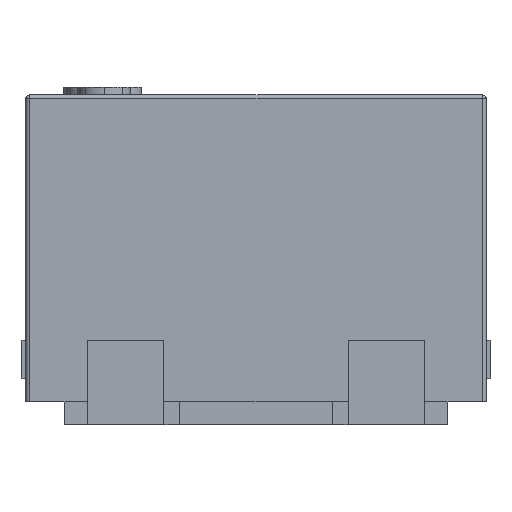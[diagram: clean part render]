
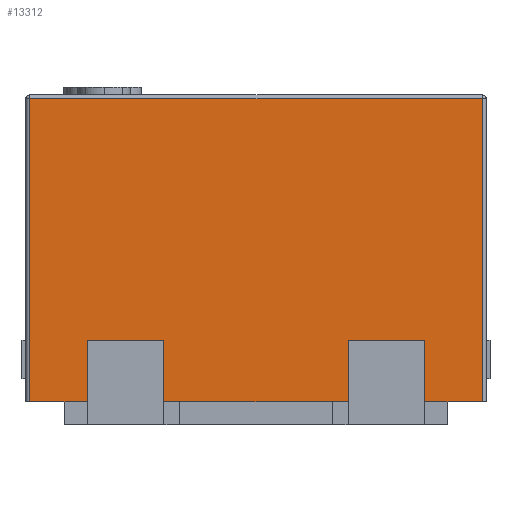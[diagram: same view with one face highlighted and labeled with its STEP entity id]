
A CAD part, left-side view. The second image highlights one B-rep face of the part: STEP entity #13312.
In plain terms, the highlighted planar face has unit normal (-1, 0, 0).
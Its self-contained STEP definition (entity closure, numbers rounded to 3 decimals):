
#75 = DIRECTION ( 'NONE',  ( 0., 1., 0. ) ) ;
#220 = ORIENTED_EDGE ( 'NONE', *, *, #14143, .T. ) ;
#416 = EDGE_CURVE ( 'NONE', #5364, #15918, #10448, .T. ) ;
#665 = DIRECTION ( 'NONE',  ( -1., 0., 0. ) ) ;
#863 = CARTESIAN_POINT ( 'NONE',  ( -0.5, 0.12, -0.32 ) ) ;
#919 = DIRECTION ( 'NONE',  ( 0., -1., 0. ) ) ;
#1063 = LINE ( 'NONE', #4611, #3539 ) ;
#1442 = CARTESIAN_POINT ( 'NONE',  ( -0.5, -0.295, -0.4 ) ) ;
#1733 = DIRECTION ( 'NONE',  ( 0., 0., 1. ) ) ;
#2025 = VECTOR ( 'NONE', #11951, 1000. ) ;
#2203 = FACE_OUTER_BOUND ( 'NONE', #14977, .T. ) ;
#2482 = AXIS2_PLACEMENT_3D ( 'NONE', #16336, #665, #919 ) ;
#2859 = CARTESIAN_POINT ( 'NONE',  ( -0.5, -0.22, -0.32 ) ) ;
#3029 = ORIENTED_EDGE ( 'NONE', *, *, #4351, .F. ) ;
#3379 = CARTESIAN_POINT ( 'NONE',  ( -0.5, 0.22, -0.4 ) ) ;
#3409 = LINE ( 'NONE', #9787, #10823 ) ;
#3480 = ORIENTED_EDGE ( 'NONE', *, *, #8568, .T. ) ;
#3539 = VECTOR ( 'NONE', #12489, 1000. ) ;
#3851 = ORIENTED_EDGE ( 'NONE', *, *, #8188, .F. ) ;
#3879 = CARTESIAN_POINT ( 'NONE',  ( -0.5, -0.22, -0.32 ) ) ;
#3912 = EDGE_CURVE ( 'NONE', #15983, #10670, #5230, .T. ) ;
#3997 = ORIENTED_EDGE ( 'NONE', *, *, #3912, .T. ) ;
#4010 = ORIENTED_EDGE ( 'NONE', *, *, #7716, .T. ) ;
#4243 = CARTESIAN_POINT ( 'NONE',  ( -0.5, -0.12, -0.4 ) ) ;
#4351 = EDGE_CURVE ( 'NONE', #14929, #5898, #6821, .T. ) ;
#4493 = VECTOR ( 'NONE', #14847, 1000. ) ;
#4611 = CARTESIAN_POINT ( 'NONE',  ( -0.5, 0.22, -0.32 ) ) ;
#4810 = LINE ( 'NONE', #16667, #14766 ) ;
#5230 = LINE ( 'NONE', #1442, #11571 ) ;
#5323 = CARTESIAN_POINT ( 'NONE',  ( -0.5, -0.12, -0.32 ) ) ;
#5364 = VERTEX_POINT ( 'NONE', #2859 ) ;
#5455 = EDGE_CURVE ( 'NONE', #9494, #15983, #6930, .T. ) ;
#5638 = DIRECTION ( 'NONE',  ( 0., -1., 0. ) ) ;
#5815 = VECTOR ( 'NONE', #7894, 1000. ) ;
#5898 = VERTEX_POINT ( 'NONE', #863 ) ;
#6586 = LINE ( 'NONE', #11737, #5815 ) ;
#6627 = ORIENTED_EDGE ( 'NONE', *, *, #16697, .F. ) ;
#6804 = CARTESIAN_POINT ( 'NONE',  ( -0.5, 0.3, -0.4 ) ) ;
#6821 = LINE ( 'NONE', #11791, #7539 ) ;
#6930 = LINE ( 'NONE', #12159, #16236 ) ;
#7309 = VERTEX_POINT ( 'NONE', #4243 ) ;
#7539 = VECTOR ( 'NONE', #1733, 1000. ) ;
#7716 = EDGE_CURVE ( 'NONE', #14929, #7309, #14739, .T. ) ;
#7894 = DIRECTION ( 'NONE',  ( 0., 0., -1. ) ) ;
#7988 = DIRECTION ( 'NONE',  ( 0., 1., 0. ) ) ;
#8188 = EDGE_CURVE ( 'NONE', #15693, #14142, #6586, .T. ) ;
#8245 = LINE ( 'NONE', #5323, #12942 ) ;
#8430 = PLANE ( 'NONE',  #2482 ) ;
#8568 = EDGE_CURVE ( 'NONE', #10670, #16758, #14310, .T. ) ;
#8680 = DIRECTION ( 'NONE',  ( 0., 0., -1. ) ) ;
#8944 = ORIENTED_EDGE ( 'NONE', *, *, #5455, .T. ) ;
#9415 = EDGE_CURVE ( 'NONE', #15918, #7309, #8245, .T. ) ;
#9494 = VERTEX_POINT ( 'NONE', #14094 ) ;
#9618 = EDGE_CURVE ( 'NONE', #9494, #5364, #16210, .T. ) ;
#9787 = CARTESIAN_POINT ( 'NONE',  ( -0.5, 0.295, -0.4 ) ) ;
#9864 = CARTESIAN_POINT ( 'NONE',  ( -0.5, 0.295, -0.4 ) ) ;
#9883 = ORIENTED_EDGE ( 'NONE', *, *, #9415, .F. ) ;
#9944 = CARTESIAN_POINT ( 'NONE',  ( -0.5, 0.22, -0.32 ) ) ;
#10274 = CARTESIAN_POINT ( 'NONE',  ( -0.5, -0.295, -0.4 ) ) ;
#10448 = LINE ( 'NONE', #3879, #14323 ) ;
#10537 = DIRECTION ( 'NONE',  ( 0., 0., -1. ) ) ;
#10670 = VERTEX_POINT ( 'NONE', #13084 ) ;
#10823 = VECTOR ( 'NONE', #8680, 1000. ) ;
#10948 = CARTESIAN_POINT ( 'NONE',  ( -0.5, -0.22, -0.32 ) ) ;
#11434 = CARTESIAN_POINT ( 'NONE',  ( -0.5, 0.12, -0.4 ) ) ;
#11571 = VECTOR ( 'NONE', #11745, 1000. ) ;
#11737 = CARTESIAN_POINT ( 'NONE',  ( -0.5, 0.22, -0.32 ) ) ;
#11745 = DIRECTION ( 'NONE',  ( 0., 0., 1. ) ) ;
#11791 = CARTESIAN_POINT ( 'NONE',  ( -0.5, 0.12, -0.32 ) ) ;
#11951 = DIRECTION ( 'NONE',  ( 0., -1., 0. ) ) ;
#12159 = CARTESIAN_POINT ( 'NONE',  ( -0.5, 0.3, -0.4 ) ) ;
#12280 = ORIENTED_EDGE ( 'NONE', *, *, #416, .F. ) ;
#12430 = CARTESIAN_POINT ( 'NONE',  ( -0.5, -0.12, -0.32 ) ) ;
#12489 = DIRECTION ( 'NONE',  ( 0., 1., 0. ) ) ;
#12688 = CARTESIAN_POINT ( 'NONE',  ( -0.5, 0.3, -0.005 ) ) ;
#12942 = VECTOR ( 'NONE', #10537, 1000. ) ;
#13029 = VERTEX_POINT ( 'NONE', #9864 ) ;
#13084 = CARTESIAN_POINT ( 'NONE',  ( -0.5, -0.295, -0.005 ) ) ;
#13312 = ADVANCED_FACE ( 'NONE', ( #2203 ), #8430, .T. ) ;
#13567 = ORIENTED_EDGE ( 'NONE', *, *, #9618, .F. ) ;
#13773 = DIRECTION ( 'NONE',  ( 0., -1., 0. ) ) ;
#14094 = CARTESIAN_POINT ( 'NONE',  ( -0.5, -0.22, -0.4 ) ) ;
#14142 = VERTEX_POINT ( 'NONE', #3379 ) ;
#14143 = EDGE_CURVE ( 'NONE', #13029, #14142, #4810, .T. ) ;
#14310 = LINE ( 'NONE', #12688, #15626 ) ;
#14323 = VECTOR ( 'NONE', #7988, 1000. ) ;
#14739 = LINE ( 'NONE', #6804, #2025 ) ;
#14766 = VECTOR ( 'NONE', #13773, 1000. ) ;
#14780 = EDGE_CURVE ( 'NONE', #16758, #13029, #3409, .T. ) ;
#14847 = DIRECTION ( 'NONE',  ( 0., 0., 1. ) ) ;
#14929 = VERTEX_POINT ( 'NONE', #11434 ) ;
#14977 = EDGE_LOOP ( 'NONE', ( #4010, #9883, #12280, #13567, #8944, #3997, #3480, #15117, #220, #3851, #6627, #3029 ) ) ;
#15117 = ORIENTED_EDGE ( 'NONE', *, *, #14780, .T. ) ;
#15450 = CARTESIAN_POINT ( 'NONE',  ( -0.5, 0.295, -0.005 ) ) ;
#15626 = VECTOR ( 'NONE', #75, 1000. ) ;
#15693 = VERTEX_POINT ( 'NONE', #9944 ) ;
#15918 = VERTEX_POINT ( 'NONE', #12430 ) ;
#15983 = VERTEX_POINT ( 'NONE', #10274 ) ;
#16210 = LINE ( 'NONE', #10948, #4493 ) ;
#16236 = VECTOR ( 'NONE', #5638, 1000. ) ;
#16336 = CARTESIAN_POINT ( 'NONE',  ( -0.5, 0.3, -0.4 ) ) ;
#16667 = CARTESIAN_POINT ( 'NONE',  ( -0.5, 0.3, -0.4 ) ) ;
#16697 = EDGE_CURVE ( 'NONE', #5898, #15693, #1063, .T. ) ;
#16758 = VERTEX_POINT ( 'NONE', #15450 ) ;
